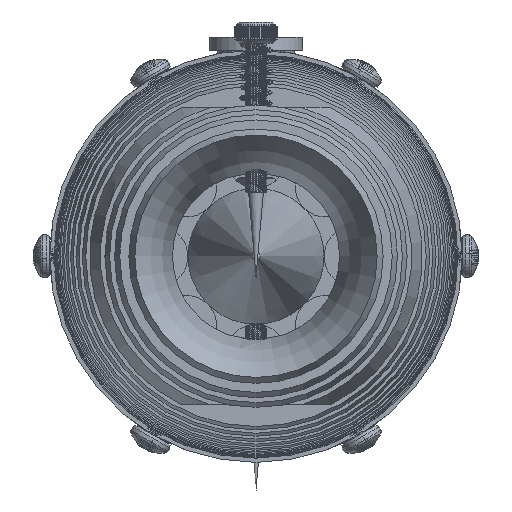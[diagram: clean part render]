
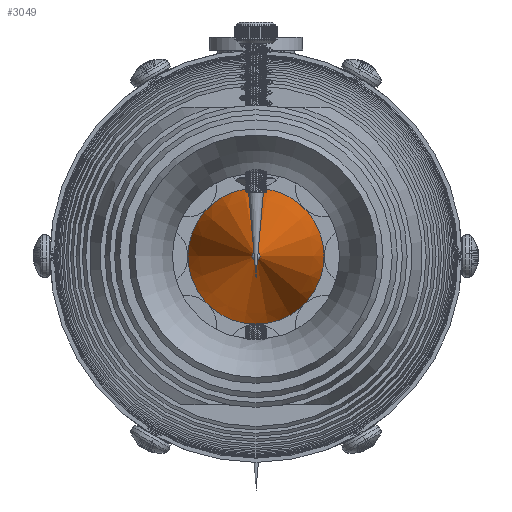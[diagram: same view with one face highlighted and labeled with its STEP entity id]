
A CAD part, left-side view. The second image highlights one B-rep face of the part: STEP entity #3049.
In plain terms, the highlighted conical face has half-angle 15.487 degrees and reference radius 0.964 mm.
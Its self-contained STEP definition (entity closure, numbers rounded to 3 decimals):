
#3049 = ADVANCED_FACE( '', ( #4678, #4679 ), #4680, .T. );
#4678 = FACE_OUTER_BOUND( '', #6037, .T. );
#4679 = FACE_BOUND( '', #6038, .T. );
#4680 = CONICAL_SURFACE( '', #6039, 0.964, 0.27 );
#6037 = EDGE_LOOP( '', ( #13065 ) );
#6038 = EDGE_LOOP( '', ( #13066 ) );
#6039 = AXIS2_PLACEMENT_3D( '', #13067, #13068, #13069 );
#13065 = ORIENTED_EDGE( '', *, *, #21091, .T. );
#13066 = ORIENTED_EDGE( '', *, *, #21093, .F. );
#13067 = CARTESIAN_POINT( '', ( -54.267, 0., 0. ) );
#13068 = DIRECTION( '', ( 1., 0., 0. ) );
#13069 = DIRECTION( '', ( 0., 0., -1. ) );
#21091 = EDGE_CURVE( '', #22562, #22562, #22563, .T. );
#21093 = EDGE_CURVE( '', #22564, #22564, #22565, .T. );
#22562 = VERTEX_POINT( '', #24824 );
#22563 = CIRCLE( '', #24825, 16. );
#22564 = VERTEX_POINT( '', #24826 );
#22565 = CIRCLE( '', #24827, 0.964 );
#24824 = CARTESIAN_POINT( '', ( 0., 0., 16. ) );
#24825 = AXIS2_PLACEMENT_3D( '', #35452, #35453, #35454 );
#24826 = CARTESIAN_POINT( '', ( -54.267, 0., 0.964 ) );
#24827 = AXIS2_PLACEMENT_3D( '', #35455, #35456, #35457 );
#35452 = CARTESIAN_POINT( '', ( 0., 0., 0. ) );
#35453 = DIRECTION( '', ( -1., 0., 0. ) );
#35454 = DIRECTION( '', ( 0., 0., 1. ) );
#35455 = CARTESIAN_POINT( '', ( -54.267, 0., 0. ) );
#35456 = DIRECTION( '', ( -1., 0., 0. ) );
#35457 = DIRECTION( '', ( 0., 0., 1. ) );
